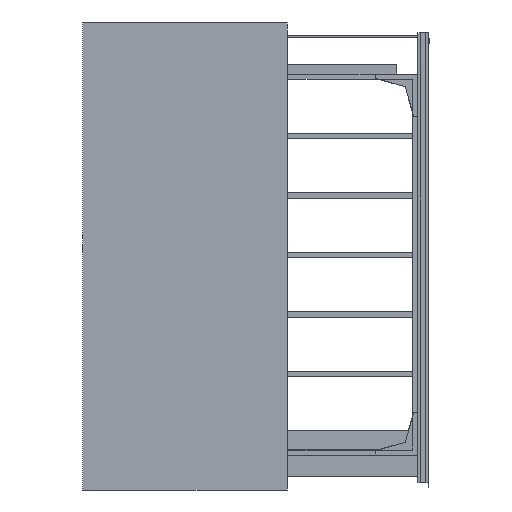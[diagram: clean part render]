
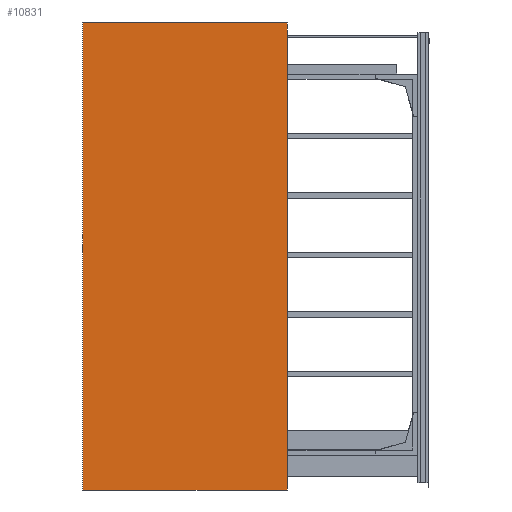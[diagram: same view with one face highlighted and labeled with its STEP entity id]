
A CAD part, left-side view. The second image highlights one B-rep face of the part: STEP entity #10831.
In plain terms, the highlighted planar face has unit normal (-1, 0, 0).
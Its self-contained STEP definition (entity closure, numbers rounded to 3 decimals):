
#110=LINE('',#15004,#1434);
#124=LINE('',#15033,#1448);
#164=LINE('',#15113,#1488);
#174=LINE('',#15131,#1498);
#1434=VECTOR('',#12266,10.);
#1448=VECTOR('',#12292,10.);
#1488=VECTOR('',#12364,10.);
#1498=VECTOR('',#12384,10.);
#2732=PLANE('',#11486);
#3424=FACE_OUTER_BOUND('',#4003,.T.);
#4003=EDGE_LOOP('',(#7519,#7520,#7521,#7522));
#4873=VERTEX_POINT('',#15001);
#4874=VERTEX_POINT('',#15003);
#4883=VERTEX_POINT('',#15032);
#4907=VERTEX_POINT('',#15111);
#5878=EDGE_CURVE('',#4873,#4874,#110,.T.);
#5893=EDGE_CURVE('',#4874,#4883,#124,.T.);
#5933=EDGE_CURVE('',#4907,#4873,#164,.T.);
#5943=EDGE_CURVE('',#4883,#4907,#174,.T.);
#7519=ORIENTED_EDGE('',*,*,#5943,.F.);
#7520=ORIENTED_EDGE('',*,*,#5893,.F.);
#7521=ORIENTED_EDGE('',*,*,#5878,.F.);
#7522=ORIENTED_EDGE('',*,*,#5933,.F.);
#10831=ADVANCED_FACE('',(#3424),#2732,.T.);
#11486=AXIS2_PLACEMENT_3D('',#15130,#12382,#12383);
#12266=DIRECTION('',(0.,0.,1.));
#12292=DIRECTION('',(0.,-1.,0.));
#12364=DIRECTION('',(0.,1.,0.));
#12382=DIRECTION('center_axis',(-1.,0.,0.));
#12383=DIRECTION('ref_axis',(0.,-1.,0.));
#12384=DIRECTION('',(0.,0.,-1.));
#15001=CARTESIAN_POINT('',(-409.88,430.,-983.25));
#15003=CARTESIAN_POINT('',(-409.88,430.,983.25));
#15004=CARTESIAN_POINT('',(-409.88,430.,0.));
#15032=CARTESIAN_POINT('',(-409.88,-430.,983.25));
#15033=CARTESIAN_POINT('',(-409.88,430.,983.25));
#15111=CARTESIAN_POINT('',(-409.88,-430.,-983.25));
#15113=CARTESIAN_POINT('',(-409.88,430.,-983.25));
#15130=CARTESIAN_POINT('Origin',(-409.88,430.,0.));
#15131=CARTESIAN_POINT('',(-409.88,-430.,0.));
